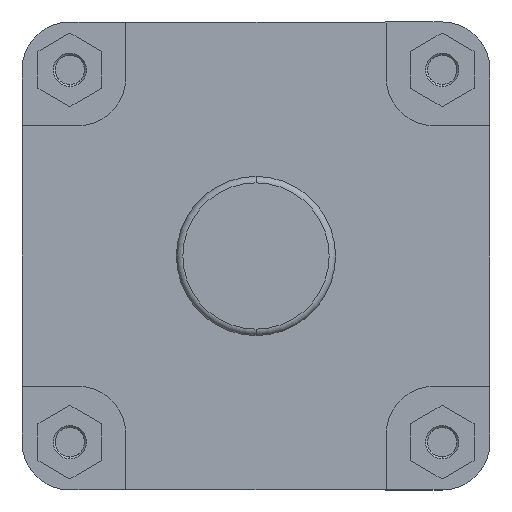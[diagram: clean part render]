
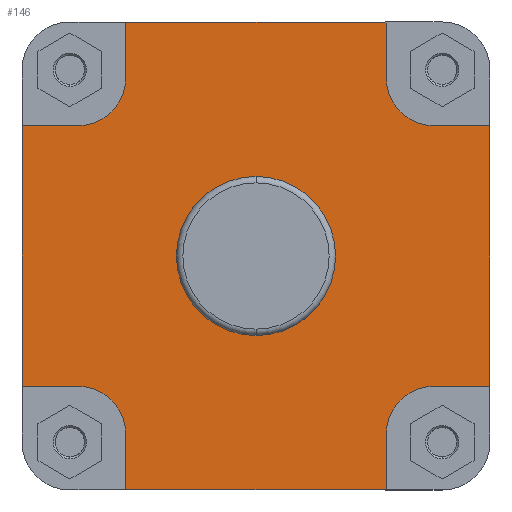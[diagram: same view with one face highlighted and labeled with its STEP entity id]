
A CAD part, left-side view. The second image highlights one B-rep face of the part: STEP entity #146.
In plain terms, the highlighted planar face has unit normal (-1, 0, 0).
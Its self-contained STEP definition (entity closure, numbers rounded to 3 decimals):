
#146 = ADVANCED_FACE ( 'NONE', ( #1376, #1374 ), #6418, .F. ) ;
#700 = ORIENTED_EDGE ( 'NONE', *, *, #1689, .F. ) ;
#701 = ORIENTED_EDGE ( 'NONE', *, *, #1688, .F. ) ;
#702 = ORIENTED_EDGE ( 'NONE', *, *, #1685, .F. ) ;
#703 = ORIENTED_EDGE ( 'NONE', *, *, #1686, .F. ) ;
#704 = ORIENTED_EDGE ( 'NONE', *, *, #1683, .F. ) ;
#705 = ORIENTED_EDGE ( 'NONE', *, *, #1687, .F. ) ;
#706 = ORIENTED_EDGE ( 'NONE', *, *, #2198, .F. ) ;
#707 = ORIENTED_EDGE ( 'NONE', *, *, #2209, .F. ) ;
#708 = ORIENTED_EDGE ( 'NONE', *, *, #2104, .F. ) ;
#709 = ORIENTED_EDGE ( 'NONE', *, *, #1682, .F. ) ;
#710 = ORIENTED_EDGE ( 'NONE', *, *, #2082, .F. ) ;
#711 = ORIENTED_EDGE ( 'NONE', *, *, #2083, .T. ) ;
#712 = ORIENTED_EDGE ( 'NONE', *, *, #2086, .F. ) ;
#713 = ORIENTED_EDGE ( 'NONE', *, *, #2087, .F. ) ;
#714 = ORIENTED_EDGE ( 'NONE', *, *, #2084, .F. ) ;
#715 = ORIENTED_EDGE ( 'NONE', *, *, #2085, .T. ) ;
#716 = ORIENTED_EDGE ( 'NONE', *, *, #2117, .F. ) ;
#717 = ORIENTED_EDGE ( 'NONE', *, *, #2170, .F. ) ;
#930 = EDGE_LOOP ( 'NONE', ( #715, #714, #713, #712, #711, #710, #709, #708, #707, #706, #705, #704, #703, #702, #701, #700 ) ) ;
#947 = EDGE_LOOP ( 'NONE', ( #717, #716 ) ) ;
#1374 = FACE_OUTER_BOUND ( 'NONE', #930, .T. ) ;
#1376 = FACE_BOUND ( 'NONE', #947, .T. ) ;
#1682 = EDGE_CURVE ( 'NONE', #6658, #6788, #4134, .T. ) ;
#1683 = EDGE_CURVE ( 'NONE', #6727, #6196, #4133, .T. ) ;
#1685 = EDGE_CURVE ( 'NONE', #6649, #6767, #4136, .T. ) ;
#1686 = EDGE_CURVE ( 'NONE', #6767, #6727, #4135, .T. ) ;
#1687 = EDGE_CURVE ( 'NONE', #6196, #6789, #4141, .T. ) ;
#1688 = EDGE_CURVE ( 'NONE', #7012, #6649, #4143, .T. ) ;
#1689 = EDGE_CURVE ( 'NONE', #6756, #7012, #4142, .T. ) ;
#2082 = EDGE_CURVE ( 'NONE', #6788, #6928, #4803, .T. ) ;
#2083 = EDGE_CURVE ( 'NONE', #6753, #6928, #4805, .T. ) ;
#2084 = EDGE_CURVE ( 'NONE', #6596, #6793, #4800, .T. ) ;
#2085 = EDGE_CURVE ( 'NONE', #6756, #6793, #4809, .T. ) ;
#2086 = EDGE_CURVE ( 'NONE', #6753, #6749, #4811, .T. ) ;
#2087 = EDGE_CURVE ( 'NONE', #6749, #6596, #4815, .T. ) ;
#2104 = EDGE_CURVE ( 'NONE', #6937, #6658, #4840, .T. ) ;
#2117 = EDGE_CURVE ( 'NONE', #6620, #6621, #4862, .T. ) ;
#2170 = EDGE_CURVE ( 'NONE', #6621, #6620, #4946, .T. ) ;
#2198 = EDGE_CURVE ( 'NONE', #6789, #6666, #4986, .T. ) ;
#2209 = EDGE_CURVE ( 'NONE', #6666, #6937, #5002, .T. ) ;
#2371 = AXIS2_PLACEMENT_3D ( 'NONE', #6366, #6417, #6416 ) ;
#2490 = AXIS2_PLACEMENT_3D ( 'NONE', #3313, #3299, #3314 ) ;
#2491 = AXIS2_PLACEMENT_3D ( 'NONE', #3327, #3328, #3329 ) ;
#2492 = AXIS2_PLACEMENT_3D ( 'NONE', #3324, #3325, #3326 ) ;
#2615 = AXIS2_PLACEMENT_3D ( 'NONE', #5193, #5200, #5201 ) ;
#2626 = AXIS2_PLACEMENT_3D ( 'NONE', #5272, #5274, #5275 ) ;
#2652 = AXIS2_PLACEMENT_3D ( 'NONE', #5381, #5401, #5402 ) ;
#3299 = DIRECTION ( 'NONE',  ( -1., 0., 0. ) ) ;
#3306 = CARTESIAN_POINT ( 'NONE',  ( 65., 110., 61.25 ) ) ;
#3313 = CARTESIAN_POINT ( 'NONE',  ( 65., -83.75, 83.75 ) ) ;
#3314 = DIRECTION ( 'NONE',  ( 0., 0., -1. ) ) ;
#3315 = CARTESIAN_POINT ( 'NONE',  ( 65., 83.75, -61.25 ) ) ;
#3316 = DIRECTION ( 'NONE',  ( 0., -1., 0. ) ) ;
#3320 = CARTESIAN_POINT ( 'NONE',  ( 65., 110., 0. ) ) ;
#3321 = DIRECTION ( 'NONE',  ( 0., 1., 0. ) ) ;
#3322 = CARTESIAN_POINT ( 'NONE',  ( 65., 61.25, -110. ) ) ;
#3323 = DIRECTION ( 'NONE',  ( 0., 0., 1. ) ) ;
#3324 = CARTESIAN_POINT ( 'NONE',  ( 65., 83.75, 83.75 ) ) ;
#3325 = DIRECTION ( 'NONE',  ( -1., 0., 0. ) ) ;
#3326 = DIRECTION ( 'NONE',  ( 0., 0., -1. ) ) ;
#3327 = CARTESIAN_POINT ( 'NONE',  ( 65., 83.75, -83.75 ) ) ;
#3328 = DIRECTION ( 'NONE',  ( -1., 0., 0. ) ) ;
#3329 = DIRECTION ( 'NONE',  ( 0., 0., -1. ) ) ;
#3331 = DIRECTION ( 'NONE',  ( 0., 0., 1. ) ) ;
#4127 = VECTOR ( 'NONE', #3316, 1000. ) ;
#4132 = VECTOR ( 'NONE', #3321, 1000. ) ;
#4133 = LINE ( 'NONE', #3306, #4127 ) ;
#4134 = CIRCLE ( 'NONE', #2490, 22.5 ) ;
#4135 = LINE ( 'NONE', #3320, #4138 ) ;
#4136 = LINE ( 'NONE', #3315, #4132 ) ;
#4138 = VECTOR ( 'NONE', #3323, 1000. ) ;
#4139 = VECTOR ( 'NONE', #3331, 1000. ) ;
#4141 = CIRCLE ( 'NONE', #2492, 22.5 ) ;
#4142 = LINE ( 'NONE', #3322, #4139 ) ;
#4143 = CIRCLE ( 'NONE', #2491, 22.5 ) ;
#4800 = LINE ( 'NONE', #5186, #4807 ) ;
#4803 = LINE ( 'NONE', #5188, #4804 ) ;
#4804 = VECTOR ( 'NONE', #5189, 1000. ) ;
#4805 = LINE ( 'NONE', #5191, #4806 ) ;
#4806 = VECTOR ( 'NONE', #5192, 1000. ) ;
#4807 = VECTOR ( 'NONE', #5194, 1000. ) ;
#4809 = LINE ( 'NONE', #5195, #4810 ) ;
#4810 = VECTOR ( 'NONE', #5196, 1000. ) ;
#4811 = LINE ( 'NONE', #5197, #4812 ) ;
#4812 = VECTOR ( 'NONE', #5198, 1000. ) ;
#4815 = CIRCLE ( 'NONE', #2615, 22.5 ) ;
#4840 = LINE ( 'NONE', #5241, #4841 ) ;
#4841 = VECTOR ( 'NONE', #5242, 1000. ) ;
#4862 = CIRCLE ( 'NONE', #2626, 37.4 ) ;
#4946 = CIRCLE ( 'NONE', #2652, 37.4 ) ;
#4986 = LINE ( 'NONE', #5460, #4988 ) ;
#4988 = VECTOR ( 'NONE', #5467, 1000. ) ;
#4998 = VECTOR ( 'NONE', #5497, 1000. ) ;
#5002 = LINE ( 'NONE', #5496, #4998 ) ;
#5186 = CARTESIAN_POINT ( 'NONE',  ( 65., -61.25, -83.75 ) ) ;
#5188 = CARTESIAN_POINT ( 'NONE',  ( 65., -83.75, 61.25 ) ) ;
#5189 = DIRECTION ( 'NONE',  ( 0., -1., 0. ) ) ;
#5191 = CARTESIAN_POINT ( 'NONE',  ( 65., -110., 0. ) ) ;
#5192 = DIRECTION ( 'NONE',  ( 0., 0., 1. ) ) ;
#5193 = CARTESIAN_POINT ( 'NONE',  ( 65., -83.75, -83.75 ) ) ;
#5194 = DIRECTION ( 'NONE',  ( 0., 0., -1. ) ) ;
#5195 = CARTESIAN_POINT ( 'NONE',  ( 65., -242.141, -110. ) ) ;
#5196 = DIRECTION ( 'NONE',  ( 0., -1., 0. ) ) ;
#5197 = CARTESIAN_POINT ( 'NONE',  ( 65., -110., -61.25 ) ) ;
#5198 = DIRECTION ( 'NONE',  ( 0., 1., 0. ) ) ;
#5200 = DIRECTION ( 'NONE',  ( -1., 0., 0. ) ) ;
#5201 = DIRECTION ( 'NONE',  ( 0., 0., -1. ) ) ;
#5241 = CARTESIAN_POINT ( 'NONE',  ( 65., -61.25, 110. ) ) ;
#5242 = DIRECTION ( 'NONE',  ( 0., 0., -1. ) ) ;
#5272 = CARTESIAN_POINT ( 'NONE',  ( 65., 0., 0. ) ) ;
#5274 = DIRECTION ( 'NONE',  ( -1., 0., 0. ) ) ;
#5275 = DIRECTION ( 'NONE',  ( 0., 0., 1. ) ) ;
#5381 = CARTESIAN_POINT ( 'NONE',  ( 65., 0., 0. ) ) ;
#5401 = DIRECTION ( 'NONE',  ( -1., 0., 0. ) ) ;
#5402 = DIRECTION ( 'NONE',  ( 0., 0., 1. ) ) ;
#5460 = CARTESIAN_POINT ( 'NONE',  ( 65., 61.25, 83.75 ) ) ;
#5467 = DIRECTION ( 'NONE',  ( 0., 0., 1. ) ) ;
#5496 = CARTESIAN_POINT ( 'NONE',  ( 65., -242.141, 110. ) ) ;
#5497 = DIRECTION ( 'NONE',  ( 0., -1., 0. ) ) ;
#5505 = CARTESIAN_POINT ( 'NONE',  ( 65., 83.75, 61.25 ) ) ;
#5551 = CARTESIAN_POINT ( 'NONE',  ( 65., -61.25, -83.75 ) ) ;
#5564 = CARTESIAN_POINT ( 'NONE',  ( 65., 0., -37.4 ) ) ;
#5565 = CARTESIAN_POINT ( 'NONE',  ( 65., 0., 37.4 ) ) ;
#5583 = CARTESIAN_POINT ( 'NONE',  ( 65., 83.75, -61.25 ) ) ;
#5585 = CARTESIAN_POINT ( 'NONE',  ( 65., -61.25, 83.75 ) ) ;
#5591 = CARTESIAN_POINT ( 'NONE',  ( 65., 61.25, 110. ) ) ;
#5628 = CARTESIAN_POINT ( 'NONE',  ( 65., 110., 61.25 ) ) ;
#5644 = CARTESIAN_POINT ( 'NONE',  ( 65., -83.75, -61.25 ) ) ;
#5647 = CARTESIAN_POINT ( 'NONE',  ( 65., -110., -61.25 ) ) ;
#5648 = CARTESIAN_POINT ( 'NONE',  ( 65., 61.25, -110. ) ) ;
#5654 = CARTESIAN_POINT ( 'NONE',  ( 65., 110., -61.25 ) ) ;
#5660 = CARTESIAN_POINT ( 'NONE',  ( 65., -83.75, 61.25 ) ) ;
#5661 = CARTESIAN_POINT ( 'NONE',  ( 65., 61.25, 83.75 ) ) ;
#5663 = CARTESIAN_POINT ( 'NONE',  ( 65., -61.25, -110. ) ) ;
#5747 = CARTESIAN_POINT ( 'NONE',  ( 65., -110., 61.25 ) ) ;
#5756 = CARTESIAN_POINT ( 'NONE',  ( 65., -61.25, 110. ) ) ;
#5810 = CARTESIAN_POINT ( 'NONE',  ( 65., 61.25, -83.75 ) ) ;
#6196 = VERTEX_POINT ( 'NONE', #5505 ) ;
#6366 = CARTESIAN_POINT ( 'NONE',  ( 65., 37.4, 0. ) ) ;
#6416 = DIRECTION ( 'NONE',  ( 0., 0., -1. ) ) ;
#6417 = DIRECTION ( 'NONE',  ( 1., 0., 0. ) ) ;
#6418 = PLANE ( 'NONE',  #2371 ) ;
#6596 = VERTEX_POINT ( 'NONE', #5551 ) ;
#6620 = VERTEX_POINT ( 'NONE', #5564 ) ;
#6621 = VERTEX_POINT ( 'NONE', #5565 ) ;
#6649 = VERTEX_POINT ( 'NONE', #5583 ) ;
#6658 = VERTEX_POINT ( 'NONE', #5585 ) ;
#6666 = VERTEX_POINT ( 'NONE', #5591 ) ;
#6727 = VERTEX_POINT ( 'NONE', #5628 ) ;
#6749 = VERTEX_POINT ( 'NONE', #5644 ) ;
#6753 = VERTEX_POINT ( 'NONE', #5647 ) ;
#6756 = VERTEX_POINT ( 'NONE', #5648 ) ;
#6767 = VERTEX_POINT ( 'NONE', #5654 ) ;
#6788 = VERTEX_POINT ( 'NONE', #5660 ) ;
#6789 = VERTEX_POINT ( 'NONE', #5661 ) ;
#6793 = VERTEX_POINT ( 'NONE', #5663 ) ;
#6928 = VERTEX_POINT ( 'NONE', #5747 ) ;
#6937 = VERTEX_POINT ( 'NONE', #5756 ) ;
#7012 = VERTEX_POINT ( 'NONE', #5810 ) ;
